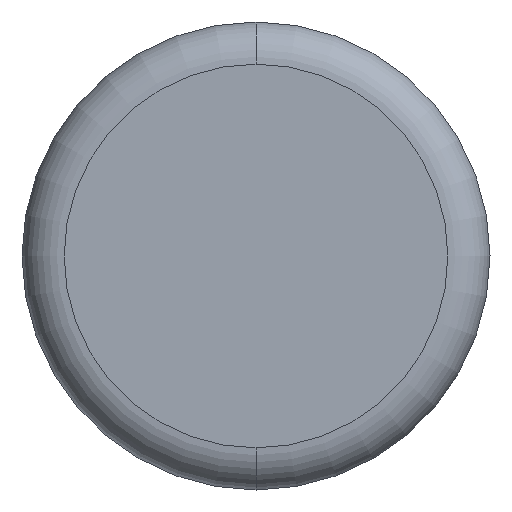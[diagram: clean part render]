
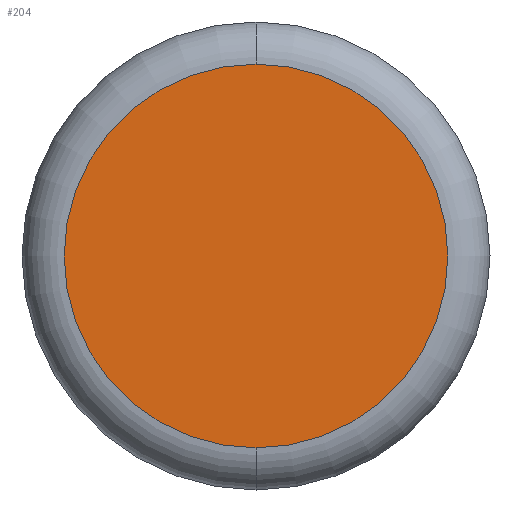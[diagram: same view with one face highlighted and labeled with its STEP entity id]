
A CAD part, front view. The second image highlights one B-rep face of the part: STEP entity #204.
In plain terms, the highlighted planar face has unit normal (0, -1, 0).
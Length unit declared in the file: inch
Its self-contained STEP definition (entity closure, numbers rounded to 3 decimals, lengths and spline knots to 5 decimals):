
#16 = CARTESIAN_POINT ( 'NONE',  ( 0., 0., 0. ) ) ;
#65 = CIRCLE ( 'NONE', #155, 0.41 ) ;
#73 = CARTESIAN_POINT ( 'NONE',  ( 0., 0., 0. ) ) ;
#81 = DIRECTION ( 'NONE',  ( 0., -1., 0. ) ) ;
#126 = VERTEX_POINT ( 'NONE', #391 ) ;
#146 = CARTESIAN_POINT ( 'NONE',  ( 0., 0., 0.41 ) ) ;
#149 = EDGE_CURVE ( 'NONE', #162, #126, #65, .T. ) ;
#155 = AXIS2_PLACEMENT_3D ( 'NONE', #303, #81, #364 ) ;
#162 = VERTEX_POINT ( 'NONE', #146 ) ;
#165 = ORIENTED_EDGE ( 'NONE', *, *, #149, .T. ) ;
#197 = DIRECTION ( 'NONE',  ( 0., -1., 0. ) ) ;
#204 = ADVANCED_FACE ( 'NONE', ( #353 ), #321, .T. ) ;
#220 = AXIS2_PLACEMENT_3D ( 'NONE', #16, #332, #367 ) ;
#230 = ORIENTED_EDGE ( 'NONE', *, *, #277, .T. ) ;
#243 = EDGE_LOOP ( 'NONE', ( #230, #165 ) ) ;
#247 = CIRCLE ( 'NONE', #305, 0.41 ) ;
#277 = EDGE_CURVE ( 'NONE', #126, #162, #247, .T. ) ;
#303 = CARTESIAN_POINT ( 'NONE',  ( 0., 0., 0. ) ) ;
#305 = AXIS2_PLACEMENT_3D ( 'NONE', #73, #197, #333 ) ;
#321 = PLANE ( 'NONE',  #220 ) ;
#332 = DIRECTION ( 'NONE',  ( 0., -1., 0. ) ) ;
#333 = DIRECTION ( 'NONE',  ( 0., 0., -1. ) ) ;
#353 = FACE_OUTER_BOUND ( 'NONE', #243, .T. ) ;
#364 = DIRECTION ( 'NONE',  ( 0., 0., -1. ) ) ;
#367 = DIRECTION ( 'NONE',  ( 0., 0., -1. ) ) ;
#391 = CARTESIAN_POINT ( 'NONE',  ( 0., 0., -0.41 ) ) ;
